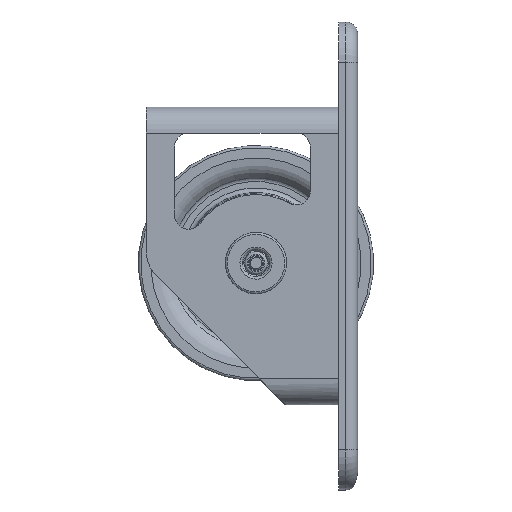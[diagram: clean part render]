
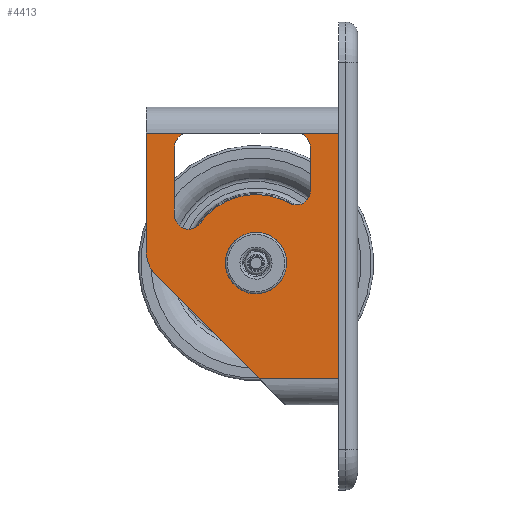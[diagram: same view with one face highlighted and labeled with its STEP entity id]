
A CAD part, front view. The second image highlights one B-rep face of the part: STEP entity #4413.
In plain terms, the highlighted planar face has unit normal (0, -1, 0).
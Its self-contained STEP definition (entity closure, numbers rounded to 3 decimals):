
#122=FACE_BOUND('',#742,.T.);
#197=PLANE('',#4906);
#461=FACE_OUTER_BOUND('',#741,.T.);
#741=EDGE_LOOP('',(#3595,#3596,#3597,#3598,#3599,#3600,#3601,#3602,#3603,
#3604,#3605,#3606,#3607,#3608));
#742=EDGE_LOOP('',(#3609,#3610,#3611,#3612));
#985=LINE('',#7660,#1244);
#986=LINE('',#7668,#1245);
#987=LINE('',#7672,#1246);
#988=LINE('',#7674,#1247);
#989=LINE('',#7678,#1248);
#990=LINE('',#7680,#1249);
#991=LINE('',#7682,#1250);
#992=LINE('',#7683,#1251);
#1244=VECTOR('',#6005,10.);
#1245=VECTOR('',#6012,10.);
#1246=VECTOR('',#6015,10.);
#1247=VECTOR('',#6016,10.);
#1248=VECTOR('',#6019,10.);
#1249=VECTOR('',#6020,10.);
#1250=VECTOR('',#6021,10.);
#1251=VECTOR('',#6022,10.);
#1595=CIRCLE('',#4901,12.9);
#1597=CIRCLE('',#4907,6.);
#1598=CIRCLE('',#4908,6.);
#1599=CIRCLE('',#4909,29.);
#1600=CIRCLE('',#4910,6.);
#1601=CIRCLE('',#4911,6.);
#1602=CIRCLE('',#4912,15.);
#1603=CIRCLE('',#4913,4.1);
#1604=CIRCLE('',#4914,13.);
#1605=CIRCLE('',#4915,4.1);
#1915=VERTEX_POINT('',#7358);
#1928=VERTEX_POINT('',#7438);
#1984=VERTEX_POINT('',#7656);
#1985=VERTEX_POINT('',#7657);
#1986=VERTEX_POINT('',#7659);
#1987=VERTEX_POINT('',#7661);
#1988=VERTEX_POINT('',#7663);
#1989=VERTEX_POINT('',#7665);
#1990=VERTEX_POINT('',#7667);
#1991=VERTEX_POINT('',#7669);
#1992=VERTEX_POINT('',#7671);
#1993=VERTEX_POINT('',#7673);
#1994=VERTEX_POINT('',#7675);
#1995=VERTEX_POINT('',#7677);
#1996=VERTEX_POINT('',#7679);
#1997=VERTEX_POINT('',#7681);
#1998=VERTEX_POINT('',#7684);
#1999=VERTEX_POINT('',#7686);
#2547=EDGE_CURVE('',#1928,#1915,#1595,.T.);
#2554=EDGE_CURVE('',#1984,#1985,#1597,.T.);
#2555=EDGE_CURVE('',#1985,#1986,#985,.T.);
#2556=EDGE_CURVE('',#1986,#1987,#1598,.T.);
#2557=EDGE_CURVE('',#1987,#1988,#1599,.T.);
#2558=EDGE_CURVE('',#1988,#1989,#1600,.T.);
#2559=EDGE_CURVE('',#1989,#1990,#986,.T.);
#2560=EDGE_CURVE('',#1990,#1991,#1601,.T.);
#2561=EDGE_CURVE('',#1991,#1992,#987,.T.);
#2562=EDGE_CURVE('',#1992,#1993,#988,.T.);
#2563=EDGE_CURVE('',#1993,#1994,#1602,.T.);
#2564=EDGE_CURVE('',#1994,#1995,#989,.T.);
#2565=EDGE_CURVE('',#1996,#1995,#990,.T.);
#2566=EDGE_CURVE('',#1997,#1996,#991,.T.);
#2567=EDGE_CURVE('',#1997,#1984,#992,.T.);
#2568=EDGE_CURVE('',#1915,#1998,#1603,.T.);
#2569=EDGE_CURVE('',#1998,#1999,#1604,.T.);
#2570=EDGE_CURVE('',#1999,#1928,#1605,.T.);
#3595=ORIENTED_EDGE('',*,*,#2554,.T.);
#3596=ORIENTED_EDGE('',*,*,#2555,.T.);
#3597=ORIENTED_EDGE('',*,*,#2556,.T.);
#3598=ORIENTED_EDGE('',*,*,#2557,.T.);
#3599=ORIENTED_EDGE('',*,*,#2558,.T.);
#3600=ORIENTED_EDGE('',*,*,#2559,.T.);
#3601=ORIENTED_EDGE('',*,*,#2560,.T.);
#3602=ORIENTED_EDGE('',*,*,#2561,.T.);
#3603=ORIENTED_EDGE('',*,*,#2562,.T.);
#3604=ORIENTED_EDGE('',*,*,#2563,.T.);
#3605=ORIENTED_EDGE('',*,*,#2564,.T.);
#3606=ORIENTED_EDGE('',*,*,#2565,.F.);
#3607=ORIENTED_EDGE('',*,*,#2566,.F.);
#3608=ORIENTED_EDGE('',*,*,#2567,.T.);
#3609=ORIENTED_EDGE('',*,*,#2547,.T.);
#3610=ORIENTED_EDGE('',*,*,#2568,.T.);
#3611=ORIENTED_EDGE('',*,*,#2569,.T.);
#3612=ORIENTED_EDGE('',*,*,#2570,.T.);
#4413=ADVANCED_FACE('',(#461,#122),#197,.T.);
#4901=AXIS2_PLACEMENT_3D('',#7643,#5986,#5987);
#4906=AXIS2_PLACEMENT_3D('',#7655,#6001,#6002);
#4907=AXIS2_PLACEMENT_3D('',#7658,#6003,#6004);
#4908=AXIS2_PLACEMENT_3D('',#7662,#6006,#6007);
#4909=AXIS2_PLACEMENT_3D('',#7664,#6008,#6009);
#4910=AXIS2_PLACEMENT_3D('',#7666,#6010,#6011);
#4911=AXIS2_PLACEMENT_3D('',#7670,#6013,#6014);
#4912=AXIS2_PLACEMENT_3D('',#7676,#6017,#6018);
#4913=AXIS2_PLACEMENT_3D('',#7685,#6023,#6024);
#4914=AXIS2_PLACEMENT_3D('',#7687,#6025,#6026);
#4915=AXIS2_PLACEMENT_3D('',#7688,#6027,#6028);
#5986=DIRECTION('center_axis',(0.,1.,0.));
#5987=DIRECTION('ref_axis',(-0.669,0.,-0.743));
#6001=DIRECTION('center_axis',(0.,-1.,0.));
#6002=DIRECTION('ref_axis',(0.,0.,
-1.));
#6003=DIRECTION('center_axis',(0.,1.,0.));
#6004=DIRECTION('ref_axis',(-1.,0.,0.));
#6005=DIRECTION('',(0.,0.,-1.));
#6006=DIRECTION('center_axis',(0.,1.,0.));
#6007=DIRECTION('ref_axis',(0.486,0.,0.874));
#6008=DIRECTION('center_axis',(0.,-1.,0.));
#6009=DIRECTION('ref_axis',(0.486,0.,0.874));
#6010=DIRECTION('center_axis',(0.,1.,0.));
#6011=DIRECTION('ref_axis',(1.,0.,0.));
#6012=DIRECTION('',(0.,0.,1.));
#6013=DIRECTION('center_axis',(0.,1.,0.));
#6014=DIRECTION('ref_axis',(0.,0.,
-1.));
#6015=DIRECTION('',(-1.,0.,0.));
#6016=DIRECTION('',(0.,0.,-1.));
#6017=DIRECTION('center_axis',(0.,-1.,0.));
#6018=DIRECTION('ref_axis',(1.,0.,0.));
#6019=DIRECTION('',(0.707,0.,-0.707));
#6020=DIRECTION('',(-1.,0.,0.));
#6021=DIRECTION('',(0.,0.,-1.));
#6022=DIRECTION('',(-1.,0.,0.));
#6023=DIRECTION('center_axis',(0.,1.,0.));
#6024=DIRECTION('ref_axis',(-0.061,0.,-0.998));
#6025=DIRECTION('center_axis',(0.,1.,0.));
#6026=DIRECTION('ref_axis',(-0.707,0.,0.707));
#6027=DIRECTION('center_axis',(0.,1.,0.));
#6028=DIRECTION('ref_axis',(0.707,0.,-0.707));
#7358=CARTESIAN_POINT('',(-34.699,-15.5,-12.896));
#7438=CARTESIAN_POINT('',(-22.104,-15.5,-0.301));
#7643=CARTESIAN_POINT('Origin',(-35.,-15.5,0.));
#7655=CARTESIAN_POINT('Origin',(0.,-15.5,55.));
#7656=CARTESIAN_POINT('',(-18.,-15.5,55.));
#7657=CARTESIAN_POINT('',(-12.,-15.5,49.));
#7658=CARTESIAN_POINT('Origin',(-18.,-15.5,49.));
#7659=CARTESIAN_POINT('',(-12.,-15.5,30.594));
#7660=CARTESIAN_POINT('',(-12.,-15.5,52.));
#7661=CARTESIAN_POINT('',(-20.914,-15.5,25.349));
#7662=CARTESIAN_POINT('Origin',(-18.,-15.5,30.594));
#7663=CARTESIAN_POINT('',(-58.614,-15.5,16.833));
#7664=CARTESIAN_POINT('Origin',(-35.,-15.5,0.));
#7665=CARTESIAN_POINT('',(-69.5,-15.5,20.316));
#7666=CARTESIAN_POINT('Origin',(-63.5,-15.5,20.316));
#7667=CARTESIAN_POINT('',(-69.5,-15.5,49.));
#7668=CARTESIAN_POINT('',(-69.5,-15.5,37.658));
#7669=CARTESIAN_POINT('',(-63.5,-15.5,55.));
#7670=CARTESIAN_POINT('Origin',(-63.5,-15.5,49.));
#7671=CARTESIAN_POINT('',(-81.5,-15.5,55.));
#7672=CARTESIAN_POINT('',(0.,-15.5,55.));
#7673=CARTESIAN_POINT('',(-81.5,-15.5,5.213));
#7674=CARTESIAN_POINT('',(-81.5,-15.5,55.));
#7675=CARTESIAN_POINT('',(-77.107,-15.5,-5.393));
#7676=CARTESIAN_POINT('Origin',(-66.5,-15.5,5.213));
#7677=CARTESIAN_POINT('',(-33.5,-15.5,-49.));
#7678=CARTESIAN_POINT('',(-72.928,-15.5,-9.572));
#7679=CARTESIAN_POINT('',(0.,-15.5,-49.));
#7680=CARTESIAN_POINT('',(0.,-15.5,-49.));
#7681=CARTESIAN_POINT('',(0.,-15.5,55.));
#7682=CARTESIAN_POINT('',(0.,-15.5,55.));
#7683=CARTESIAN_POINT('',(0.,-15.5,55.));
#7684=CARTESIAN_POINT('',(-35.788,-15.5,-12.976));
#7685=CARTESIAN_POINT('Origin',(-35.54,-15.5,-8.884));
#7686=CARTESIAN_POINT('',(-22.024,-15.5,0.788));
#7687=CARTESIAN_POINT('Origin',(-35.,-15.5,0.));
#7688=CARTESIAN_POINT('Origin',(-26.116,-15.5,0.54));
